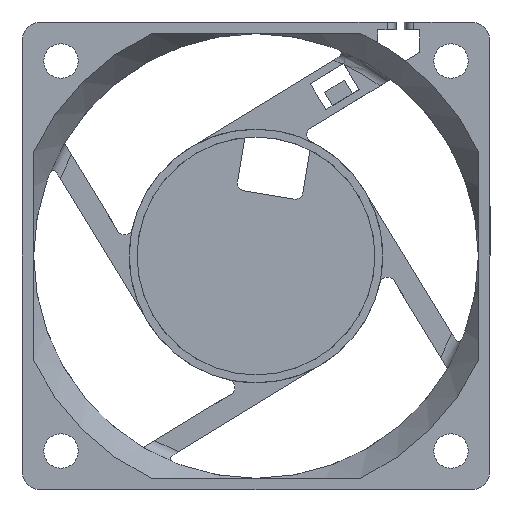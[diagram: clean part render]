
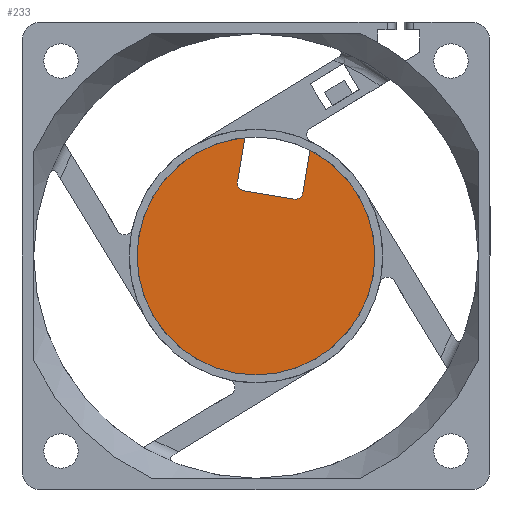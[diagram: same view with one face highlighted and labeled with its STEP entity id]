
A CAD part, front view. The second image highlights one B-rep face of the part: STEP entity #233.
In plain terms, the highlighted planar face has unit normal (0, -1, 0).
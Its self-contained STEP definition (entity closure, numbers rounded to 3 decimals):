
#45 = VERTEX_POINT ( 'NONE', #1578 ) ;
#149 = EDGE_CURVE ( 'NONE', #2010, #3790, #1972, .T. ) ;
#233 = ADVANCED_FACE ( 'NONE', ( #2743 ), #763, .T. ) ;
#251 = VECTOR ( 'NONE', #5145, 1000. ) ;
#298 = CARTESIAN_POINT ( 'NONE',  ( 6.016, -1.5, 8.124 ) ) ;
#425 = VERTEX_POINT ( 'NONE', #4532 ) ;
#628 = AXIS2_PLACEMENT_3D ( 'NONE', #5153, #3672, #4137 ) ;
#635 = CARTESIAN_POINT ( 'NONE',  ( -1.547, -1.5, 8.367 ) ) ;
#653 = VECTOR ( 'NONE', #2215, 1000. ) ;
#763 = PLANE ( 'NONE',  #4789 ) ;
#767 = EDGE_CURVE ( 'NONE', #425, #1197, #6240, .T. ) ;
#872 = CIRCLE ( 'NONE', #4148, 1. ) ;
#967 = CARTESIAN_POINT ( 'NONE',  ( 6.924, -1.5, 13.588 ) ) ;
#981 = CARTESIAN_POINT ( 'NONE',  ( 0., -1.5, 0. ) ) ;
#1095 = EDGE_CURVE ( 'NONE', #45, #2915, #1742, .T. ) ;
#1130 = EDGE_CURVE ( 'NONE', #1197, #45, #872, .T. ) ;
#1197 = VERTEX_POINT ( 'NONE', #635 ) ;
#1244 = DIRECTION ( 'NONE',  ( 0., 0., 1. ) ) ;
#1367 = ORIENTED_EDGE ( 'NONE', *, *, #5625, .T. ) ;
#1578 = CARTESIAN_POINT ( 'NONE',  ( -2.369, -1.5, 9.517 ) ) ;
#1667 = CARTESIAN_POINT ( 'NONE',  ( 6.924, -1.5, 13.588 ) ) ;
#1676 = ORIENTED_EDGE ( 'NONE', *, *, #149, .T. ) ;
#1742 = LINE ( 'NONE', #2052, #5998 ) ;
#1744 = CARTESIAN_POINT ( 'NONE',  ( 5.029, -1.5, 8.288 ) ) ;
#1764 = CARTESIAN_POINT ( 'NONE',  ( 0., -1.5, 0. ) ) ;
#1972 = LINE ( 'NONE', #1667, #653 ) ;
#2010 = VERTEX_POINT ( 'NONE', #967 ) ;
#2052 = CARTESIAN_POINT ( 'NONE',  ( -2.369, -1.5, 9.517 ) ) ;
#2090 = ORIENTED_EDGE ( 'NONE', *, *, #2538, .T. ) ;
#2115 = DIRECTION ( 'NONE',  ( 0., 1., 0. ) ) ;
#2215 = DIRECTION ( 'NONE',  ( -0.164, 0., -0.986 ) ) ;
#2247 = CIRCLE ( 'NONE', #5138, 1. ) ;
#2538 = EDGE_CURVE ( 'NONE', #6262, #2010, #2801, .T. ) ;
#2724 = EDGE_CURVE ( 'NONE', #2915, #6262, #5764, .T. ) ;
#2743 = FACE_OUTER_BOUND ( 'NONE', #5116, .T. ) ;
#2801 = CIRCLE ( 'NONE', #628, 15.25 ) ;
#2915 = VERTEX_POINT ( 'NONE', #3263 ) ;
#3090 = DIRECTION ( 'NONE',  ( 0., 0., 1. ) ) ;
#3176 = CARTESIAN_POINT ( 'NONE',  ( -1.383, -1.5, 9.353 ) ) ;
#3263 = CARTESIAN_POINT ( 'NONE',  ( -1.427, -1.5, 15.183 ) ) ;
#3646 = AXIS2_PLACEMENT_3D ( 'NONE', #981, #4485, #5462 ) ;
#3672 = DIRECTION ( 'NONE',  ( 0., -1., 0. ) ) ;
#3790 = VERTEX_POINT ( 'NONE', #298 ) ;
#3844 = DIRECTION ( 'NONE',  ( 0., -1., 0. ) ) ;
#3965 = ORIENTED_EDGE ( 'NONE', *, *, #2724, .T. ) ;
#3978 = DIRECTION ( 'NONE',  ( 0.164, 0., 0.986 ) ) ;
#4137 = DIRECTION ( 'NONE',  ( 0., 0., -1. ) ) ;
#4148 = AXIS2_PLACEMENT_3D ( 'NONE', #3176, #2115, #3090 ) ;
#4434 = ORIENTED_EDGE ( 'NONE', *, *, #1130, .T. ) ;
#4485 = DIRECTION ( 'NONE',  ( 0., -1., 0. ) ) ;
#4532 = CARTESIAN_POINT ( 'NONE',  ( 4.865, -1.5, 7.301 ) ) ;
#4789 = AXIS2_PLACEMENT_3D ( 'NONE', #1764, #3844, #6205 ) ;
#5116 = EDGE_LOOP ( 'NONE', ( #5869, #3965, #2090, #1676, #1367, #6038, #4434 ) ) ;
#5138 = AXIS2_PLACEMENT_3D ( 'NONE', #1744, #5177, #1244 ) ;
#5145 = DIRECTION ( 'NONE',  ( -0.986, 0., 0.164 ) ) ;
#5153 = CARTESIAN_POINT ( 'NONE',  ( 0., -1.5, 0. ) ) ;
#5177 = DIRECTION ( 'NONE',  ( 0., 1., 0. ) ) ;
#5233 = CARTESIAN_POINT ( 'NONE',  ( 4.865, -1.5, 7.301 ) ) ;
#5460 = CARTESIAN_POINT ( 'NONE',  ( 0., -1.5, -15.25 ) ) ;
#5462 = DIRECTION ( 'NONE',  ( 0., 0., 1. ) ) ;
#5625 = EDGE_CURVE ( 'NONE', #3790, #425, #2247, .T. ) ;
#5764 = CIRCLE ( 'NONE', #3646, 15.25 ) ;
#5869 = ORIENTED_EDGE ( 'NONE', *, *, #1095, .T. ) ;
#5998 = VECTOR ( 'NONE', #3978, 1000. ) ;
#6038 = ORIENTED_EDGE ( 'NONE', *, *, #767, .T. ) ;
#6205 = DIRECTION ( 'NONE',  ( 0., 0., 1. ) ) ;
#6240 = LINE ( 'NONE', #5233, #251 ) ;
#6262 = VERTEX_POINT ( 'NONE', #5460 ) ;
